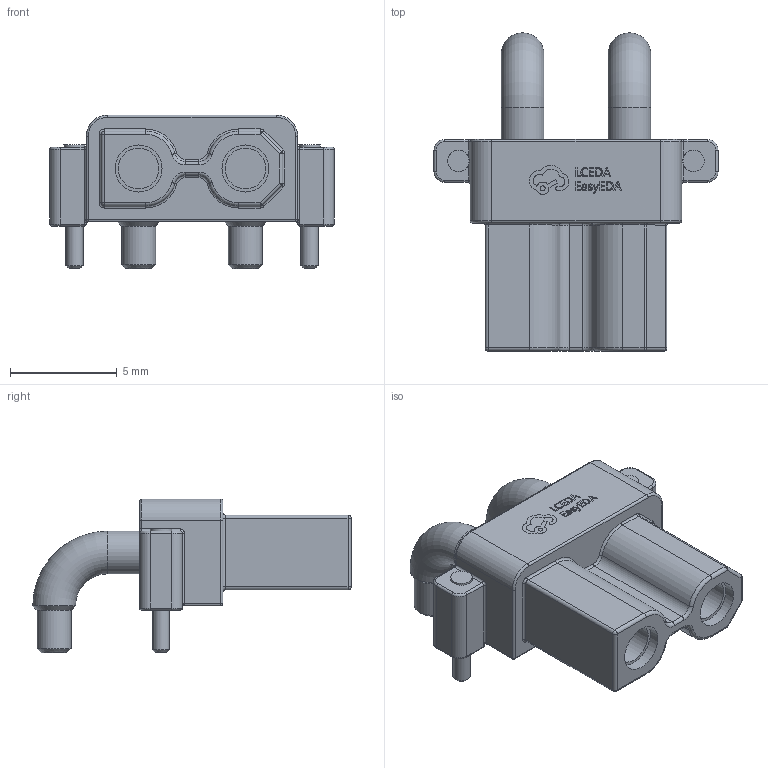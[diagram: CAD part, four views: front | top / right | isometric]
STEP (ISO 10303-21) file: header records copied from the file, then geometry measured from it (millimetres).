
FILE_DESCRIPTION(/* description */ ('Designed by EasyEDA Pro'),/* implementation_level */ '2;1');
FILE_NAME(/* name */ 'AMASS-TH_1x2P-P3.5_XT30PW-F-1.step',/* time_stamp */ '2024-01-01T22:02:03+08:00',/* author */ ('20220615'),/* organization */ ('Open CASCADE'),/* preprocessor_version */ 'ST-DEVELOPER v19',/* originating_system */ 'Autodesk Inventor 2023',/* authorisation */ 'Unknown');
FILE_SCHEMA (('AUTOMOTIVE_DESIGN { 1 0 10303 214 3 1 1 }'));
Length unit declared in the file: millimetre
Products named in the file (4): PCBModel; U1; CONN-TH_XT30PW-F-1; SOLID
Assembly tree (3 placements, depth 4):
  PCBModel
    U1
      CONN-TH_XT30PW-F-1
        SOLID
Bounding box: 13.3 x 14.9 x 7.2 mm (x, y, z)
Volume: 362.8 mm3; surface area: 564 mm2
Topology: 1 solids, 1 shells, 205 faces, 624 edges, 437 vertices
Faces by surface type: cylinder 81, plane 54, torus 50, sphere 12, cone 6, bspline 2
Full cylindrical faces by diameter (mm): 0.8 x2, 1 x2, 1.6 x2, 1.9 x2, 2 x2, 2.2 x2
Entity records: 7815 total; most frequent: CARTESIAN_POINT 1685, DIRECTION 1254, ORIENTED_EDGE 1224, EDGE_CURVE 612, AXIS2_PLACEMENT_3D 497, VERTEX_POINT 437, LINE 260, VECTOR 260
